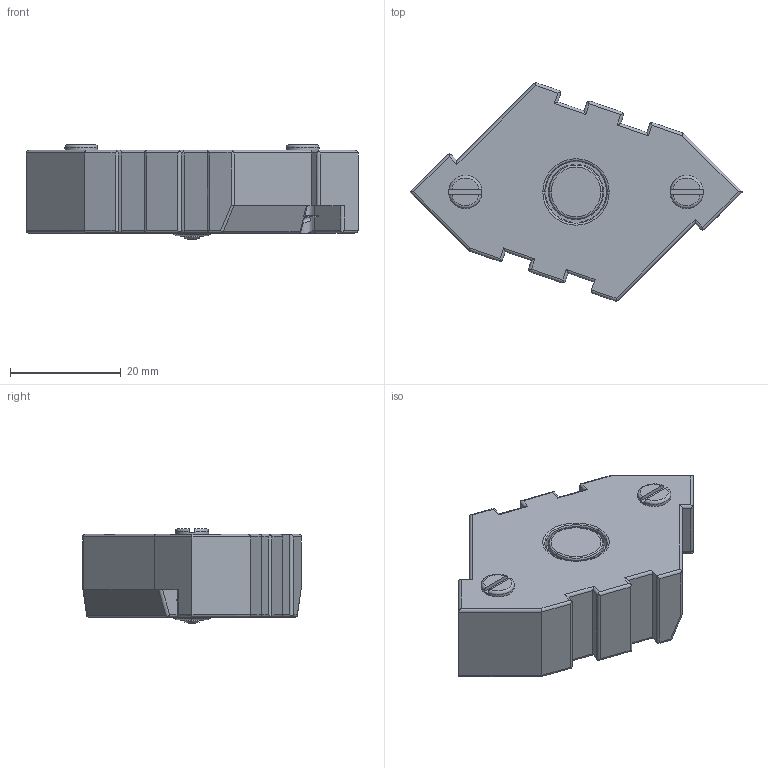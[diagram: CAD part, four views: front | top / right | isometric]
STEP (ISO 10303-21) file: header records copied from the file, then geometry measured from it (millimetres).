
FILE_DESCRIPTION((''),'2;1');
FILE_NAME('AMK1_ASM_ASM','2022-05-03T13:32:54',('klemen.sitar'),('Audax d.o.o.'),'CREO PARAMETRIC BY PTC INC, 2021304','CREO PARAMETRIC BY PTC INC, 2021304','');
FILE_SCHEMA(('AP242_MANAGED_MODEL_BASED_3D_ENGINEERING_MIM_LF { 1 0 10303 442 1 1 4 }'));
Length unit declared in the file: millimetre
Products named in the file (10): 33F_1; 356_1; 35A_1; 367_1; 378_1; 385_1; 396_1; 39B_1; 3A0_1; AMK1_ASM_ASM
Assembly tree (9 placements, depth 2):
  AMK1_ASM_ASM
    33F_1
    356_1
    35A_1
    367_1
    378_1
    385_1
    396_1
    39B_1
    3A0_1
Bounding box: 60 x 39.45 x 17.1 mm (x, y, z)
Volume: 17777.8 mm3; surface area: 6509 mm2
Topology: 9 solids, 9 shells, 250 faces, 658 edges, 435 vertices
Faces by surface type: cylinder 115, plane 71, torus 58, bspline 6
Entity records: 14802 total; most frequent: CARTESIAN_POINT 3463, ORIENTED_EDGE 1316, DIRECTION 1221, PRESENTATION_STYLE_ASSIGNMENT 927, STYLED_ITEM 927, CURVE_STYLE 668, EDGE_CURVE 658, AXIS2_PLACEMENT_3D 496
